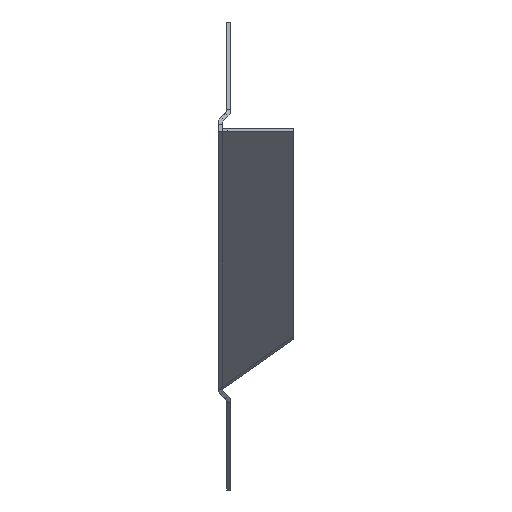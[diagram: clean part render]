
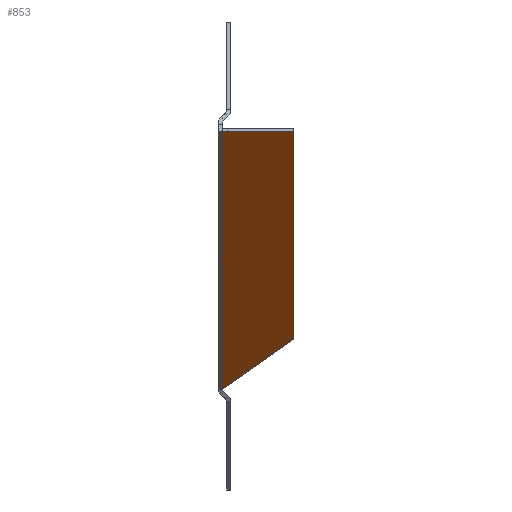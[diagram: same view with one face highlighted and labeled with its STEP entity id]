
A CAD part, left-side view. The second image highlights one B-rep face of the part: STEP entity #853.
In plain terms, the highlighted planar face has unit normal (-0.707, 0, -0.707).
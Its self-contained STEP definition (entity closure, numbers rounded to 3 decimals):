
#33 = DIRECTION ( 'NONE',  ( 0.707, 0., -0.707 ) ) ;
#46 = VECTOR ( 'NONE', #1330, 1000. ) ;
#48 = VERTEX_POINT ( 'NONE', #217 ) ;
#70 = AXIS2_PLACEMENT_3D ( 'NONE', #395, #1329, #146 ) ;
#113 = CARTESIAN_POINT ( 'NONE',  ( -123.952, -12.3, -123.952 ) ) ;
#132 = VERTEX_POINT ( 'NONE', #876 ) ;
#146 = DIRECTION ( 'NONE',  ( 0.707, 0., -0.707 ) ) ;
#217 = CARTESIAN_POINT ( 'NONE',  ( -211.162, -12.3, -36.742 ) ) ;
#222 = ORIENTED_EDGE ( 'NONE', *, *, #1187, .T. ) ;
#261 = EDGE_LOOP ( 'NONE', ( #1391, #1317, #222, #641, #1569, #897 ) ) ;
#262 = B_SPLINE_CURVE_WITH_KNOTS ( 'NONE', 3,
 ( #945, #954, #1077, #1083, #1223, #1231 ),
 .UNSPECIFIED., .F., .F.,
 ( 4, 2, 4 ),
 ( 0.001, 0.002, 0.003 ),
 .UNSPECIFIED. ) ;
#281 = CARTESIAN_POINT ( 'NONE',  ( -246.702, -1., -1.202 ) ) ;
#305 = CARTESIAN_POINT ( 'NONE',  ( -201.702, 1.079, -46.202 ) ) ;
#306 = VERTEX_POINT ( 'NONE', #728 ) ;
#314 = LINE ( 'NONE', #557, #1322 ) ;
#365 = VECTOR ( 'NONE', #840, 1000. ) ;
#395 = CARTESIAN_POINT ( 'NONE',  ( -123.952, 0., -123.952 ) ) ;
#470 = EDGE_CURVE ( 'NONE', #48, #132, #764, .T. ) ;
#505 = VECTOR ( 'NONE', #516, 1000. ) ;
#516 = DIRECTION ( 'NONE',  ( 0., 1., 0. ) ) ;
#557 = CARTESIAN_POINT ( 'NONE',  ( -123.952, 0.7, -123.952 ) ) ;
#641 = ORIENTED_EDGE ( 'NONE', *, *, #741, .T. ) ;
#650 = DIRECTION ( 'NONE',  ( -0.707, 0., 0.707 ) ) ;
#726 = LINE ( 'NONE', #846, #365 ) ;
#728 = CARTESIAN_POINT ( 'NONE',  ( -246.702, -12.3, -1.202 ) ) ;
#741 = EDGE_CURVE ( 'NONE', #1583, #1617, #832, .T. ) ;
#764 = LINE ( 'NONE', #305, #46 ) ;
#832 = LINE ( 'NONE', #281, #505 ) ;
#840 = DIRECTION ( 'NONE',  ( 0., 1., 0. ) ) ;
#846 = CARTESIAN_POINT ( 'NONE',  ( -246.702, 0., -1.202 ) ) ;
#853 = ADVANCED_FACE ( 'NONE', ( #1448 ), #1736, .F. ) ;
#876 = CARTESIAN_POINT ( 'NONE',  ( -203.172, -1., -44.732 ) ) ;
#888 = EDGE_CURVE ( 'NONE', #1205, #132, #262, .T. ) ;
#897 = ORIENTED_EDGE ( 'NONE', *, *, #888, .T. ) ;
#915 = LINE ( 'NONE', #113, #1625 ) ;
#945 = CARTESIAN_POINT ( 'NONE',  ( -202.437, 0.7, -45.467 ) ) ;
#954 = CARTESIAN_POINT ( 'NONE',  ( -202.523, 0.388, -45.381 ) ) ;
#1077 = CARTESIAN_POINT ( 'NONE',  ( -202.63, 0.091, -45.274 ) ) ;
#1083 = CARTESIAN_POINT ( 'NONE',  ( -202.882, -0.47, -45.022 ) ) ;
#1086 = EDGE_CURVE ( 'NONE', #1617, #1205, #314, .T. ) ;
#1187 = EDGE_CURVE ( 'NONE', #306, #1583, #726, .T. ) ;
#1205 = VERTEX_POINT ( 'NONE', #1501 ) ;
#1223 = CARTESIAN_POINT ( 'NONE',  ( -203.027, -0.736, -44.877 ) ) ;
#1231 = CARTESIAN_POINT ( 'NONE',  ( -203.172, -1., -44.732 ) ) ;
#1317 = ORIENTED_EDGE ( 'NONE', *, *, #1602, .T. ) ;
#1322 = VECTOR ( 'NONE', #33, 1000. ) ;
#1329 = DIRECTION ( 'NONE',  ( 0.707, 0., 0.707 ) ) ;
#1330 = DIRECTION ( 'NONE',  ( 0.5, 0.707, -0.5 ) ) ;
#1391 = ORIENTED_EDGE ( 'NONE', *, *, #470, .F. ) ;
#1442 = CARTESIAN_POINT ( 'NONE',  ( -246.702, -1., -1.202 ) ) ;
#1448 = FACE_OUTER_BOUND ( 'NONE', #261, .T. ) ;
#1501 = CARTESIAN_POINT ( 'NONE',  ( -202.437, 0.7, -45.467 ) ) ;
#1569 = ORIENTED_EDGE ( 'NONE', *, *, #1086, .T. ) ;
#1583 = VERTEX_POINT ( 'NONE', #1442 ) ;
#1602 = EDGE_CURVE ( 'NONE', #48, #306, #915, .T. ) ;
#1617 = VERTEX_POINT ( 'NONE', #1711 ) ;
#1625 = VECTOR ( 'NONE', #650, 1000. ) ;
#1711 = CARTESIAN_POINT ( 'NONE',  ( -246.702, 0.7, -1.202 ) ) ;
#1736 = PLANE ( 'NONE',  #70 ) ;
